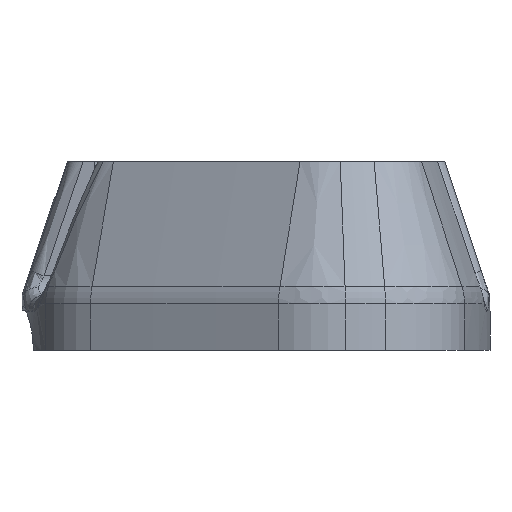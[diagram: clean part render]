
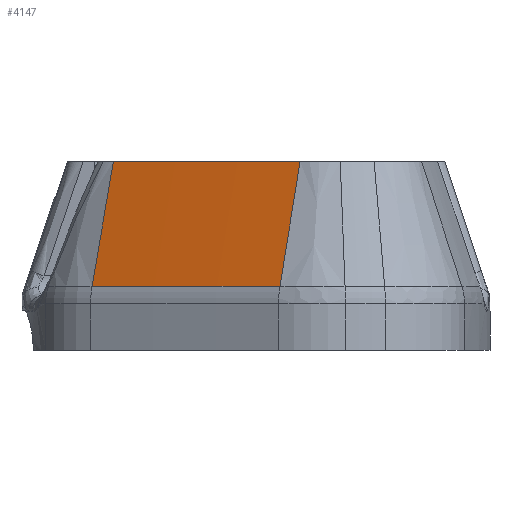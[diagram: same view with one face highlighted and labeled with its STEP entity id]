
A CAD part, front view. The second image highlights one B-rep face of the part: STEP entity #4147.
In plain terms, the highlighted conical face has half-angle 18.435 degrees and reference radius 619.033 mm.
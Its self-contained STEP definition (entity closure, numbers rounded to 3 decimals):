
#319 = CONICAL_SURFACE ( 'NONE', #1024, 619.033, 0.322 ) ;
#843 = DIRECTION ( 'NONE',  ( 0., 0., 1. ) ) ;
#1024 = AXIS2_PLACEMENT_3D ( 'NONE', #2265, #6559, #4777 ) ;
#1039 = EDGE_CURVE ( 'NONE', #9117, #9007, #9335, .T. ) ;
#1160 = EDGE_CURVE ( 'NONE', #7364, #9007, #4892, .T. ) ;
#1221 = EDGE_CURVE ( 'NONE', #6013, #7364, #9344, .T. ) ;
#1487 = VECTOR ( 'NONE', #10862, 1000. ) ;
#2265 = CARTESIAN_POINT ( 'NONE',  ( 300.016, 519.643, 45. ) ) ;
#2665 = CARTESIAN_POINT ( 'NONE',  ( 300.016, 519.643, 45. ) ) ;
#2722 = ORIENTED_EDGE ( 'NONE', *, *, #1160, .T. ) ;
#2937 = AXIS2_PLACEMENT_3D ( 'NONE', #2665, #843, #6711 ) ;
#3015 = ORIENTED_EDGE ( 'NONE', *, *, #8813, .F. ) ;
#3043 = FACE_OUTER_BOUND ( 'NONE', #6617, .T. ) ;
#4056 = CARTESIAN_POINT ( 'NONE',  ( -2.993, -24.742, 33. ) ) ;
#4147 = ADVANCED_FACE ( 'NONE', ( #3043 ), #319, .T. ) ;
#4558 = DIRECTION ( 'NONE',  ( 1., 0., 0. ) ) ;
#4777 = DIRECTION ( 'NONE',  ( -1., 0., 0. ) ) ;
#4892 = LINE ( 'NONE', #4056, #1487 ) ;
#5213 = CARTESIAN_POINT ( 'NONE',  ( -2.868, -24.517, 33.77 ) ) ;
#5277 = DIRECTION ( 'NONE',  ( 0., 0., 1. ) ) ;
#5567 = CARTESIAN_POINT ( 'NONE',  ( -1.048, -21.246, 45. ) ) ;
#5966 = AXIS2_PLACEMENT_3D ( 'NONE', #7117, #5277, #4558 ) ;
#6013 = VERTEX_POINT ( 'NONE', #10410 ) ;
#6293 = DIRECTION ( 'NONE',  ( 0.162, 0.271, 0.949 ) ) ;
#6559 = DIRECTION ( 'NONE',  ( 0., 0., -1. ) ) ;
#6617 = EDGE_LOOP ( 'NONE', ( #3015, #8640, #2722, #6862 ) ) ;
#6711 = DIRECTION ( 'NONE',  ( 1., 0., 0. ) ) ;
#6862 = ORIENTED_EDGE ( 'NONE', *, *, #1039, .F. ) ;
#7117 = CARTESIAN_POINT ( 'NONE',  ( 300.016, 519.643, 33.77 ) ) ;
#7364 = VERTEX_POINT ( 'NONE', #5213 ) ;
#8462 = CARTESIAN_POINT ( 'NONE',  ( -17.876, -11.53, 45. ) ) ;
#8640 = ORIENTED_EDGE ( 'NONE', *, *, #1221, .T. ) ;
#8813 = EDGE_CURVE ( 'NONE', #6013, #9117, #10595, .T. ) ;
#9007 = VERTEX_POINT ( 'NONE', #5567 ) ;
#9117 = VERTEX_POINT ( 'NONE', #8462 ) ;
#9335 = CIRCLE ( 'NONE', #2937, 619.033 ) ;
#9344 = CIRCLE ( 'NONE', #5966, 622.776 ) ;
#9575 = CARTESIAN_POINT ( 'NONE',  ( -19.93, -14.963, 33. ) ) ;
#10410 = CARTESIAN_POINT ( 'NONE',  ( -19.799, -14.743, 33.77 ) ) ;
#10540 = VECTOR ( 'NONE', #6293, 1000. ) ;
#10595 = LINE ( 'NONE', #9575, #10540 ) ;
#10862 = DIRECTION ( 'NONE',  ( 0.154, 0.276, 0.949 ) ) ;
